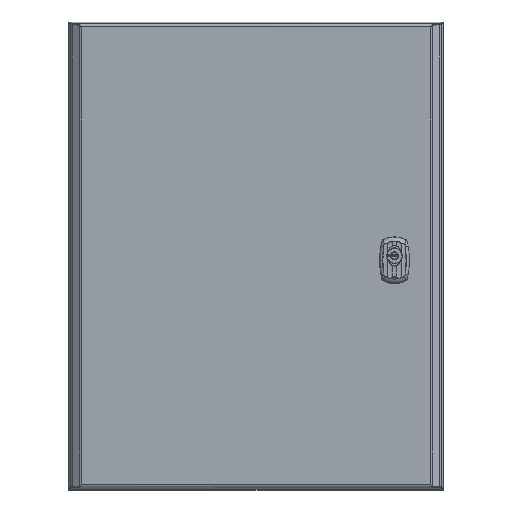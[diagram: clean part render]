
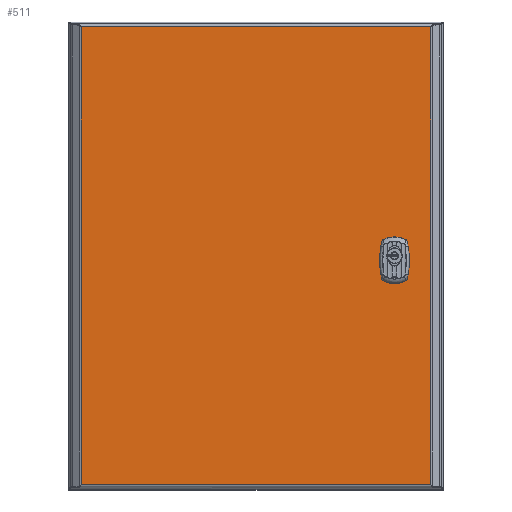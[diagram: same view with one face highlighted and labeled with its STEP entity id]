
A CAD part, top view. The second image highlights one B-rep face of the part: STEP entity #511.
In plain terms, the highlighted planar face has unit normal (0, 0, 1).
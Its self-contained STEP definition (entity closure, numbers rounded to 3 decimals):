
#511=ADVANCED_FACE('',(#1863,#1864),#1865,.F.);
#1863=FACE_OUTER_BOUND('',#5842,.T.);
#1864=FACE_BOUND('',#5843,.T.);
#1865=PLANE('',#5844);
#5842=EDGE_LOOP('',(#12778,#12779,#12780,#12781));
#5843=EDGE_LOOP('',(#12782,#12783,#12784,#12785));
#5844=AXIS2_PLACEMENT_3D('',#12786,#12787,#12788);
#12778=ORIENTED_EDGE('',*,*,#19336,.T.);
#12779=ORIENTED_EDGE('',*,*,#19335,.T.);
#12780=ORIENTED_EDGE('',*,*,#19334,.T.);
#12781=ORIENTED_EDGE('',*,*,#19344,.T.);
#12782=ORIENTED_EDGE('',*,*,#19333,.F.);
#12783=ORIENTED_EDGE('',*,*,#19331,.F.);
#12784=ORIENTED_EDGE('',*,*,#19329,.F.);
#12785=ORIENTED_EDGE('',*,*,#19327,.F.);
#12786=CARTESIAN_POINT('',(200.066,250.0,253.21));
#12787=DIRECTION('',(0.0,0.0,-1.0));
#12788=DIRECTION('',(-1.0,0.0,0.0));
#19327=EDGE_CURVE('',#22230,#22232,#22233,.T.);
#19329=EDGE_CURVE('',#22232,#22235,#22236,.T.);
#19331=EDGE_CURVE('',#22235,#22238,#22239,.T.);
#19333=EDGE_CURVE('',#22238,#22230,#22241,.T.);
#19334=EDGE_CURVE('',#22184,#22227,#22242,.T.);
#19335=EDGE_CURVE('',#22195,#22184,#22243,.T.);
#19336=EDGE_CURVE('',#22200,#22195,#22244,.T.);
#19344=EDGE_CURVE('',#22227,#22200,#22254,.T.);
#22184=VERTEX_POINT('',#28298);
#22195=VERTEX_POINT('',#28349);
#22200=VERTEX_POINT('',#28374);
#22227=VERTEX_POINT('',#28465);
#22230=VERTEX_POINT('',#28478);
#22232=VERTEX_POINT('',#28481);
#22233=LINE('',#28482,#28483);
#22235=VERTEX_POINT('',#28486);
#22236=CIRCLE('',#28487,11.5);
#22238=VERTEX_POINT('',#28490);
#22239=LINE('',#28491,#28492);
#22241=CIRCLE('',#28495,11.5);
#22242=LINE('',#28496,#28497);
#22243=LINE('',#28498,#28499);
#22244=LINE('',#28500,#28501);
#22254=LINE('',#28550,#28551);
#28298=CARTESIAN_POINT('',(13.075,494.8,253.21));
#28349=CARTESIAN_POINT('',(387.057,494.8,253.21));
#28374=CARTESIAN_POINT('',(387.057,5.2,253.21));
#28465=CARTESIAN_POINT('',(13.075,5.2,253.21));
#28478=CARTESIAN_POINT('',(338.066,255.679,253.21));
#28481=CARTESIAN_POINT('',(338.066,244.321,253.21));
#28482=CARTESIAN_POINT('',(338.066,255.679,253.21));
#28483=VECTOR('',#38380,11.358);
#28486=CARTESIAN_POINT('',(358.066,244.321,253.21));
#28487=AXIS2_PLACEMENT_3D('',#38382,#38383,#38384);
#28490=CARTESIAN_POINT('',(358.066,255.679,253.21));
#28491=CARTESIAN_POINT('',(358.066,244.321,253.21));
#28492=VECTOR('',#38386,11.358);
#28495=AXIS2_PLACEMENT_3D('',#38388,#38389,#38390);
#28496=CARTESIAN_POINT('',(13.075,494.8,253.21));
#28497=VECTOR('',#38391,489.6);
#28498=CARTESIAN_POINT('',(387.057,494.8,253.21));
#28499=VECTOR('',#38392,373.982);
#28500=CARTESIAN_POINT('',(387.057,5.2,253.21));
#28501=VECTOR('',#38393,489.6);
#28550=CARTESIAN_POINT('',(13.075,5.2,253.21));
#28551=VECTOR('',#38397,373.982);
#38380=DIRECTION('',(0.0,-1.0,0.0));
#38382=CARTESIAN_POINT('',(348.066,250.0,253.21));
#38383=DIRECTION('',(0.0,0.0,1.0));
#38384=DIRECTION('',(-0.87,-0.494,0.0));
#38386=DIRECTION('',(0.0,1.0,0.0));
#38388=CARTESIAN_POINT('',(348.066,250.0,253.21));
#38389=DIRECTION('',(0.0,0.0,1.0));
#38390=DIRECTION('',(0.87,0.494,-0.0));
#38391=DIRECTION('',(0.0,-1.0,0.0));
#38392=DIRECTION('',(-1.0,0.0,0.0));
#38393=DIRECTION('',(0.0,1.0,0.0));
#38397=DIRECTION('',(1.0,0.0,0.0));
